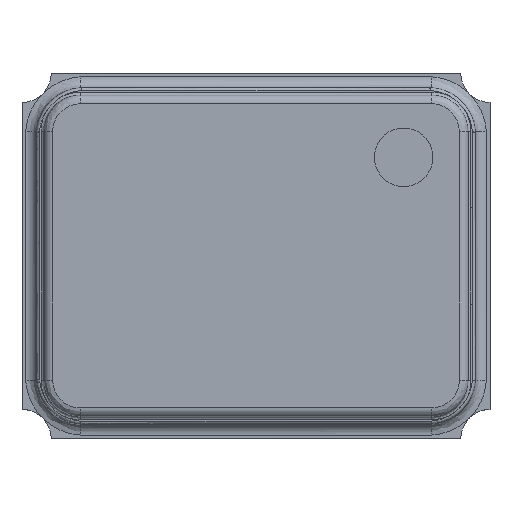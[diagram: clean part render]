
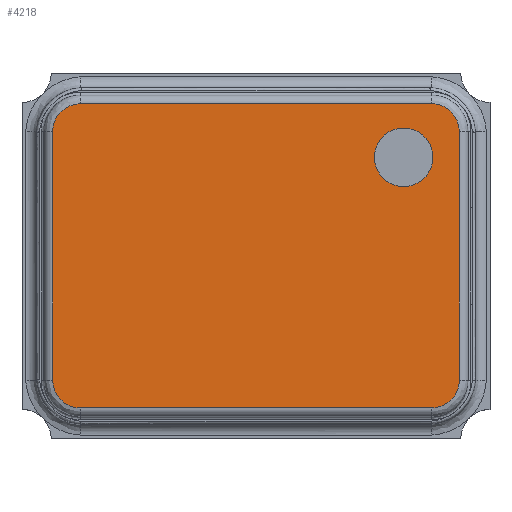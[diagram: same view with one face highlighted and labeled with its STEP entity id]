
A CAD part, top view. The second image highlights one B-rep face of the part: STEP entity #4218.
In plain terms, the highlighted planar face has unit normal (0, 0, 1).
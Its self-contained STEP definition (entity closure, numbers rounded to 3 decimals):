
#84 = DIRECTION ( 'NONE',  ( -1., 0., 0. ) ) ;
#125 = VERTEX_POINT ( 'NONE', #3945 ) ;
#181 = EDGE_CURVE ( 'NONE', #1270, #6155, #2744, .T. ) ;
#432 = CARTESIAN_POINT ( 'NONE',  ( 2.853, 2.29, 0.6 ) ) ;
#456 = CARTESIAN_POINT ( 'NONE',  ( 2.99, 0.4, 0.6 ) ) ;
#467 = ORIENTED_EDGE ( 'NONE', *, *, #2922, .T. ) ;
#555 = ORIENTED_EDGE ( 'NONE', *, *, #5191, .T. ) ;
#568 = EDGE_CURVE ( 'NONE', #595, #1270, #6221, .T. ) ;
#595 = VERTEX_POINT ( 'NONE', #6271 ) ;
#604 = CARTESIAN_POINT ( 'NONE',  ( 2.971, 0.302, 0.6 ) ) ;
#644 = VERTEX_POINT ( 'NONE', #3530 ) ;
#701 = CARTESIAN_POINT ( 'NONE',  ( 0.4, 0.21, 0.6 ) ) ;
#865 = DIRECTION ( 'NONE',  ( 0., 1., 0. ) ) ;
#950 = DIRECTION ( 'NONE',  ( 1., 0., 0. ) ) ;
#991 = ORIENTED_EDGE ( 'NONE', *, *, #181, .T. ) ;
#996 = DIRECTION ( 'NONE',  ( 0., 0., 1. ) ) ;
#1019 = B_SPLINE_CURVE_WITH_KNOTS ( 'NONE', 3,
 ( #1716, #3345, #5617, #3895, #6039, #701 ),
 .UNSPECIFIED., .F., .F.,
 ( 4, 2, 4 ),
 ( 0., 0.5, 1. ),
 .UNSPECIFIED. ) ;
#1064 = ORIENTED_EDGE ( 'NONE', *, *, #2826, .T. ) ;
#1078 = CARTESIAN_POINT ( 'NONE',  ( 0.4, 2.29, 0.6 ) ) ;
#1148 = CARTESIAN_POINT ( 'NONE',  ( 0.229, 2.198, 0.6 ) ) ;
#1211 = EDGE_CURVE ( 'NONE', #125, #5276, #1019, .T. ) ;
#1270 = VERTEX_POINT ( 'NONE', #2937 ) ;
#1420 = PLANE ( 'NONE',  #4747 ) ;
#1437 = CARTESIAN_POINT ( 'NONE',  ( 0.4, 0.21, 0.6 ) ) ;
#1463 = CARTESIAN_POINT ( 'NONE',  ( 2.8, 2.29, 0.6 ) ) ;
#1526 = CARTESIAN_POINT ( 'NONE',  ( 0.4, 0.4, 0.6 ) ) ;
#1580 = VECTOR ( 'NONE', #4377, 1000. ) ;
#1679 = CARTESIAN_POINT ( 'NONE',  ( 2.853, 0.21, 0.6 ) ) ;
#1716 = CARTESIAN_POINT ( 'NONE',  ( 0.21, 0.4, 0.6 ) ) ;
#1827 = VECTOR ( 'NONE', #84, 1000. ) ;
#1852 = DIRECTION ( 'NONE',  ( 0., -1., 0. ) ) ;
#2004 = VERTEX_POINT ( 'NONE', #456 ) ;
#2038 = B_SPLINE_CURVE_WITH_KNOTS ( 'NONE', 3,
 ( #5064, #3462, #6078, #1148, #2846, #3939 ),
 .UNSPECIFIED., .F., .F.,
 ( 4, 2, 4 ),
 ( 0., 0.5, 1. ),
 .UNSPECIFIED. ) ;
#2304 = CARTESIAN_POINT ( 'NONE',  ( 0.4, 2.29, 0.6 ) ) ;
#2506 = CARTESIAN_POINT ( 'NONE',  ( 2.99, 2.1, 0.6 ) ) ;
#2507 = EDGE_CURVE ( 'NONE', #6155, #644, #2038, .T. ) ;
#2539 = CARTESIAN_POINT ( 'NONE',  ( 2.971, 2.198, 0.6 ) ) ;
#2744 = LINE ( 'NONE', #2304, #1827 ) ;
#2826 = EDGE_CURVE ( 'NONE', #3425, #2004, #5206, .T. ) ;
#2846 = CARTESIAN_POINT ( 'NONE',  ( 0.21, 2.153, 0.6 ) ) ;
#2877 = ORIENTED_EDGE ( 'NONE', *, *, #5652, .T. ) ;
#2922 = EDGE_CURVE ( 'NONE', #644, #125, #6180, .T. ) ;
#2937 = CARTESIAN_POINT ( 'NONE',  ( 2.8, 2.29, 0.6 ) ) ;
#3119 = CARTESIAN_POINT ( 'NONE',  ( 2.99, 2.153, 0.6 ) ) ;
#3345 = CARTESIAN_POINT ( 'NONE',  ( 0.21, 0.347, 0.6 ) ) ;
#3425 = VERTEX_POINT ( 'NONE', #3545 ) ;
#3462 = CARTESIAN_POINT ( 'NONE',  ( 0.347, 2.29, 0.6 ) ) ;
#3530 = CARTESIAN_POINT ( 'NONE',  ( 0.21, 2.1, 0.6 ) ) ;
#3545 = CARTESIAN_POINT ( 'NONE',  ( 2.8, 0.21, 0.6 ) ) ;
#3680 = CARTESIAN_POINT ( 'NONE',  ( 2.898, 2.271, 0.6 ) ) ;
#3895 = CARTESIAN_POINT ( 'NONE',  ( 0.302, 0.229, 0.6 ) ) ;
#3939 = CARTESIAN_POINT ( 'NONE',  ( 0.21, 2.1, 0.6 ) ) ;
#3945 = CARTESIAN_POINT ( 'NONE',  ( 0.21, 0.4, 0.6 ) ) ;
#4218 = ADVANCED_FACE ( 'NONE', ( #6379 ), #1420, .T. ) ;
#4377 = DIRECTION ( 'NONE',  ( 1., 0., 0. ) ) ;
#4578 = CARTESIAN_POINT ( 'NONE',  ( 0.21, 0.4, 0.6 ) ) ;
#4609 = CARTESIAN_POINT ( 'NONE',  ( 2.99, 0.347, 0.6 ) ) ;
#4739 = ORIENTED_EDGE ( 'NONE', *, *, #1211, .T. ) ;
#4747 = AXIS2_PLACEMENT_3D ( 'NONE', #1526, #996, #950 ) ;
#4868 = VECTOR ( 'NONE', #1852, 1000. ) ;
#4909 = VECTOR ( 'NONE', #865, 1000. ) ;
#5059 = ORIENTED_EDGE ( 'NONE', *, *, #2507, .T. ) ;
#5064 = CARTESIAN_POINT ( 'NONE',  ( 0.4, 2.29, 0.6 ) ) ;
#5161 = CARTESIAN_POINT ( 'NONE',  ( 2.99, 0.4, 0.6 ) ) ;
#5191 = EDGE_CURVE ( 'NONE', #2004, #595, #6361, .T. ) ;
#5206 = B_SPLINE_CURVE_WITH_KNOTS ( 'NONE', 3,
 ( #6562, #1679, #5511, #604, #4609, #5161 ),
 .UNSPECIFIED., .F., .F.,
 ( 4, 2, 4 ),
 ( 0., 0.5, 1. ),
 .UNSPECIFIED. ) ;
#5276 = VERTEX_POINT ( 'NONE', #1437 ) ;
#5511 = CARTESIAN_POINT ( 'NONE',  ( 2.898, 0.229, 0.6 ) ) ;
#5572 = ORIENTED_EDGE ( 'NONE', *, *, #568, .T. ) ;
#5617 = CARTESIAN_POINT ( 'NONE',  ( 0.229, 0.302, 0.6 ) ) ;
#5652 = EDGE_CURVE ( 'NONE', #5276, #3425, #7021, .T. ) ;
#6039 = CARTESIAN_POINT ( 'NONE',  ( 0.347, 0.21, 0.6 ) ) ;
#6078 = CARTESIAN_POINT ( 'NONE',  ( 0.302, 2.271, 0.6 ) ) ;
#6155 = VERTEX_POINT ( 'NONE', #1078 ) ;
#6180 = LINE ( 'NONE', #4578, #4868 ) ;
#6221 = B_SPLINE_CURVE_WITH_KNOTS ( 'NONE', 3,
 ( #2506, #3119, #2539, #3680, #432, #1463 ),
 .UNSPECIFIED., .F., .F.,
 ( 4, 2, 4 ),
 ( 0., 0.5, 1. ),
 .UNSPECIFIED. ) ;
#6271 = CARTESIAN_POINT ( 'NONE',  ( 2.99, 2.1, 0.6 ) ) ;
#6361 = LINE ( 'NONE', #7009, #4909 ) ;
#6379 = FACE_OUTER_BOUND ( 'NONE', #6467, .T. ) ;
#6467 = EDGE_LOOP ( 'NONE', ( #5059, #467, #4739, #2877, #1064, #555, #5572, #991 ) ) ;
#6562 = CARTESIAN_POINT ( 'NONE',  ( 2.8, 0.21, 0.6 ) ) ;
#7009 = CARTESIAN_POINT ( 'NONE',  ( 2.99, 0.4, 0.6 ) ) ;
#7021 = LINE ( 'NONE', #7056, #1580 ) ;
#7056 = CARTESIAN_POINT ( 'NONE',  ( 0.4, 0.21, 0.6 ) ) ;
